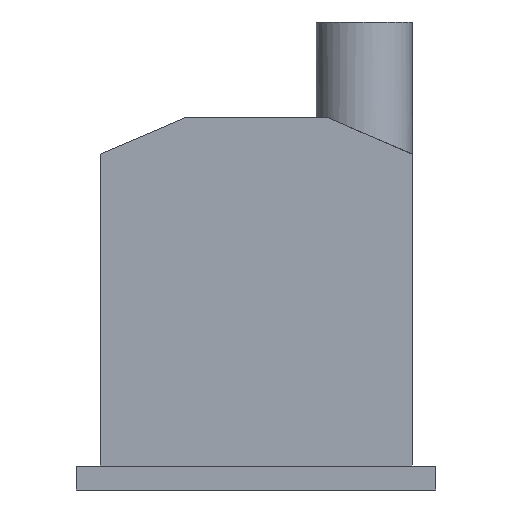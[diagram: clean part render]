
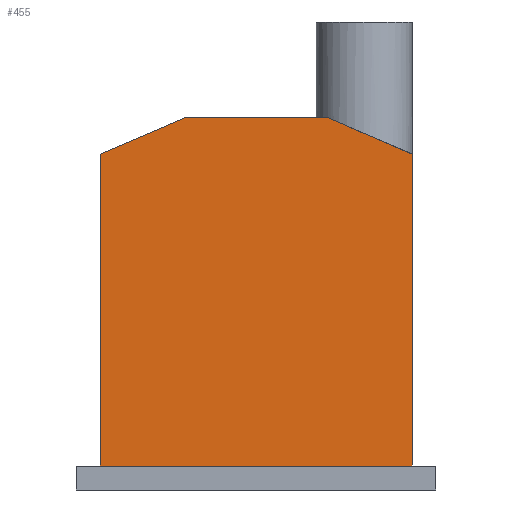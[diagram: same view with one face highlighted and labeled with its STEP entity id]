
A CAD part, left-side view. The second image highlights one B-rep face of the part: STEP entity #455.
In plain terms, the highlighted planar face has unit normal (-1, 0, 0).
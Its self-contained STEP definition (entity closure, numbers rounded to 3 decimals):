
#20=PLANE('',#504);
#46=FACE_OUTER_BOUND('',#72,.T.);
#72=EDGE_LOOP('',(#343,#344,#345,#346,#347,#348,#349));
#108=LINE('',#691,#163);
#110=LINE('',#694,#165);
#111=LINE('',#696,#166);
#112=LINE('',#698,#167);
#113=LINE('',#700,#168);
#114=LINE('',#702,#169);
#115=LINE('',#703,#170);
#163=VECTOR('',#563,10.);
#165=VECTOR('',#567,10.);
#166=VECTOR('',#568,10.);
#167=VECTOR('',#569,10.);
#168=VECTOR('',#570,10.);
#169=VECTOR('',#571,10.);
#170=VECTOR('',#572,10.);
#218=VERTEX_POINT('',#662);
#228=VERTEX_POINT('',#688);
#229=VERTEX_POINT('',#690);
#230=VERTEX_POINT('',#695);
#231=VERTEX_POINT('',#697);
#232=VERTEX_POINT('',#699);
#233=VERTEX_POINT('',#701);
#273=EDGE_CURVE('',#228,#229,#108,.T.);
#275=EDGE_CURVE('',#229,#218,#110,.T.);
#276=EDGE_CURVE('',#230,#228,#111,.T.);
#277=EDGE_CURVE('',#231,#230,#112,.T.);
#278=EDGE_CURVE('',#232,#231,#113,.T.);
#279=EDGE_CURVE('',#232,#233,#114,.T.);
#280=EDGE_CURVE('',#218,#233,#115,.T.);
#343=ORIENTED_EDGE('',*,*,#275,.F.);
#344=ORIENTED_EDGE('',*,*,#273,.F.);
#345=ORIENTED_EDGE('',*,*,#276,.F.);
#346=ORIENTED_EDGE('',*,*,#277,.F.);
#347=ORIENTED_EDGE('',*,*,#278,.F.);
#348=ORIENTED_EDGE('',*,*,#279,.T.);
#349=ORIENTED_EDGE('',*,*,#280,.F.);
#455=ADVANCED_FACE('',(#46),#20,.T.);
#504=AXIS2_PLACEMENT_3D('',#693,#565,#566);
#563=DIRECTION('',(0.,-1.,0.));
#565=DIRECTION('center_axis',(-1.,0.,0.));
#566=DIRECTION('ref_axis',(0.,-1.,0.));
#567=DIRECTION('',(0.,-0.919,-0.394));
#568=DIRECTION('',(0.,-0.919,0.394));
#569=DIRECTION('',(0.,0.,1.));
#570=DIRECTION('',(0.,1.,0.));
#571=DIRECTION('',(0.,0.,1.));
#572=DIRECTION('',(0.,-0.919,-0.394));
#662=CARTESIAN_POINT('',(1.,-12.,14.857));
#688=CARTESIAN_POINT('',(1.,-4.5,15.5));
#690=CARTESIAN_POINT('',(1.,-10.5,15.5));
#691=CARTESIAN_POINT('',(1.,-9.5,15.5));
#693=CARTESIAN_POINT('Origin',(1.,-1.,1.));
#694=CARTESIAN_POINT('',(1.,-10.5,15.5));
#695=CARTESIAN_POINT('',(1.,-1.,14.));
#696=CARTESIAN_POINT('',(1.,-1.,14.));
#697=CARTESIAN_POINT('',(1.,-1.,1.));
#698=CARTESIAN_POINT('',(1.,-1.,1.));
#699=CARTESIAN_POINT('',(1.,-14.,1.));
#700=CARTESIAN_POINT('',(1.,-4.25,1.));
#701=CARTESIAN_POINT('',(1.,-14.,14.));
#702=CARTESIAN_POINT('',(1.,-14.,1.));
#703=CARTESIAN_POINT('',(1.,-10.5,15.5));
